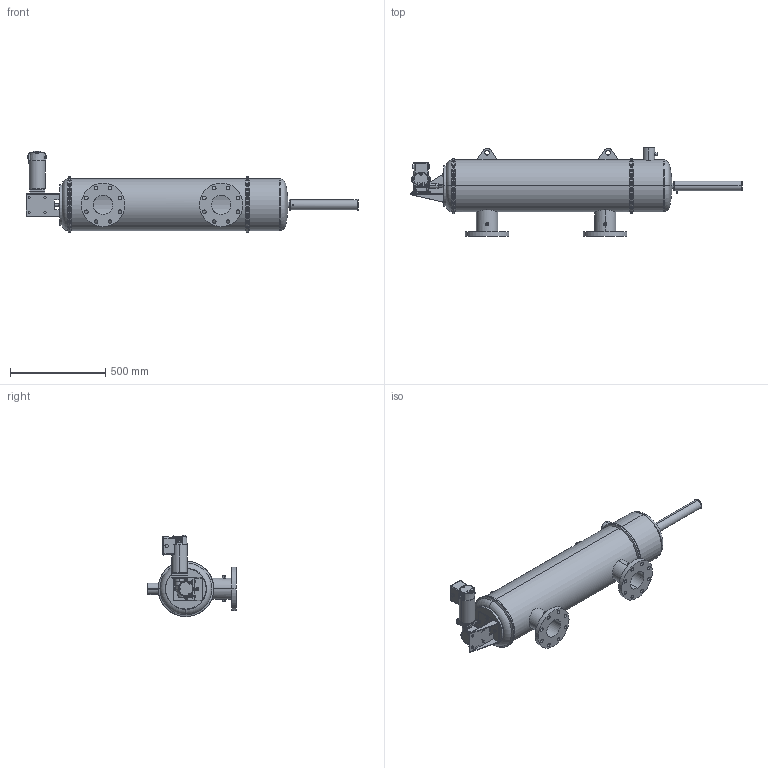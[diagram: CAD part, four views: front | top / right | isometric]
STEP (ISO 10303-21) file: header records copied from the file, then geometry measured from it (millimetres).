
FILE_DESCRIPTION (( 'STEP AP203' ), '1' );
FILE_NAME ('B4-180C-LP.STEP', '2020-09-23T10:24:46', ( '' ), ( '' ), 'SwSTEP 2.0', 'SolidWorks 2018', '' );
FILE_SCHEMA (( 'CONFIG_CONTROL_DESIGN' ));
Length unit declared in the file: millimetre
Products named in the file (8): simp; B4-180C-LP; simp2; Motor assem; B4-180C for LP; reduced size motor; Washdown drive shaft; Washdown mounting bracket
Assembly tree (13 placements, depth 3):
  B4-180C-LP
    B4-180C for LP
    Motor assem
      Washdown drive shaft
      Washdown mounting bracket
      reduced size motor
      simp  x4
      simp2  x4
Bounding box: 1742.99 x 463.55 x 426.65 mm (x, y, z)
Volume: 10589318.7 mm3; surface area: 2960027 mm2
Topology: 20 solids, 20 shells, 930 faces, 2351 edges, 1503 vertices
Faces by surface type: plane 485, cylinder 278, torus 68, bspline 58, cone 37, sphere 4
Entity records: 32273 total; most frequent: CARTESIAN_POINT 11529, ORIENTED_EDGE 4218, DIRECTION 3962, EDGE_CURVE 2109, AXIS2_PLACEMENT_3D 1388, VERTEX_POINT 1347, LINE 1186, VECTOR 1186
